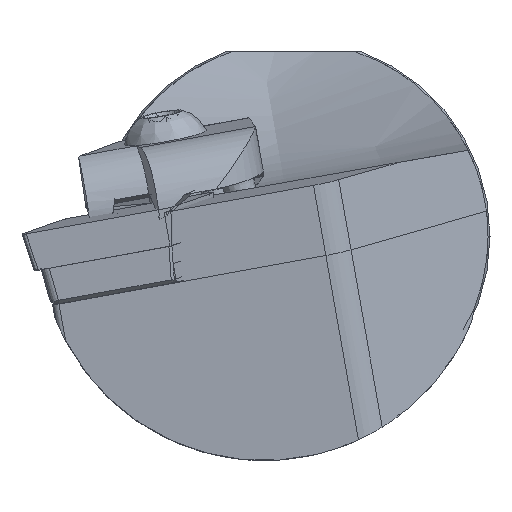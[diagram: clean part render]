
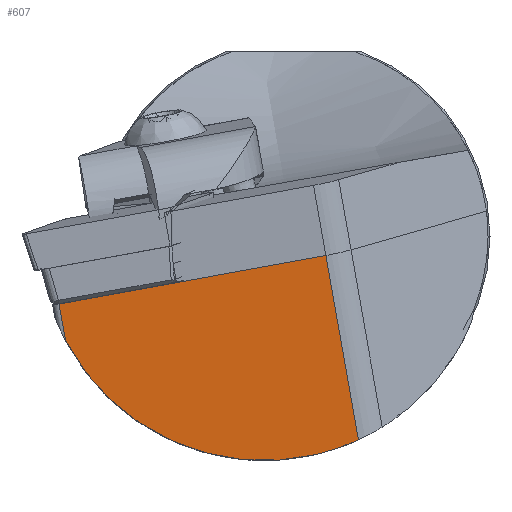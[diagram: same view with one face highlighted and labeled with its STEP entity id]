
A CAD part, left-side view. The second image highlights one B-rep face of the part: STEP entity #607.
In plain terms, the highlighted planar face has unit normal (-0.993, -0.069, -0.094).
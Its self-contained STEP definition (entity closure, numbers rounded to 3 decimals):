
#119=PLANE('',#1785);
#177=ELLIPSE('',#1784,28.796,28.6);
#236=FACE_OUTER_BOUND('',#738,.T.);
#319=LINE('',#2847,#452);
#320=LINE('',#2854,#453);
#321=LINE('',#2856,#454);
#322=LINE('',#2858,#455);
#452=VECTOR('',#1953,1.);
#453=VECTOR('',#1956,1.);
#454=VECTOR('',#1957,1.);
#455=VECTOR('',#1958,1.);
#607=ADVANCED_FACE('',(#236),#119,.F.);
#738=EDGE_LOOP('',(#880,#881,#882,#883,#884));
#880=ORIENTED_EDGE('',*,*,#1515,.F.);
#881=ORIENTED_EDGE('',*,*,#1516,.T.);
#882=ORIENTED_EDGE('',*,*,#1517,.T.);
#883=ORIENTED_EDGE('',*,*,#1518,.T.);
#884=ORIENTED_EDGE('',*,*,#1513,.F.);
#1352=VERTEX_POINT('',#2846);
#1353=VERTEX_POINT('',#2848);
#1354=VERTEX_POINT('',#2855);
#1355=VERTEX_POINT('',#2857);
#1356=VERTEX_POINT('',#2859);
#1513=EDGE_CURVE('',#1352,#1353,#319,.T.);
#1515=EDGE_CURVE('',#1354,#1352,#320,.T.);
#1516=EDGE_CURVE('',#1354,#1355,#321,.T.);
#1517=EDGE_CURVE('',#1355,#1356,#322,.T.);
#1518=EDGE_CURVE('',#1356,#1353,#177,.T.);
#1784=AXIS2_PLACEMENT_3D('',#2860,#1959,#1960);
#1785=AXIS2_PLACEMENT_3D('',#2861,#1961,#1962);
#1953=DIRECTION('',(0.105,-0.173,-0.979));
#1956=DIRECTION('',(0.051,-0.983,0.179));
#1957=DIRECTION('',(-0.051,0.983,-0.179));
#1958=DIRECTION('',(0.105,-0.173,-0.979));
#1959=DIRECTION('',(-0.993,-0.069,-0.094));
#1960=DIRECTION('',(-0.116,0.587,0.801));
#1961=DIRECTION('',(0.993,0.069,0.094));
#1962=DIRECTION('',(0.094,0.,-0.996));
#2846=CARTESIAN_POINT('',(-253.637,14.897,-2.478));
#2847=CARTESIAN_POINT('',(-310.008,108.03,525.71));
#2848=CARTESIAN_POINT('',(-251.13,10.755,-25.966));
#2854=CARTESIAN_POINT('',(-255.405,48.87,-8.657));
#2855=CARTESIAN_POINT('',(-254.627,33.919,-5.937));
#2856=CARTESIAN_POINT('',(-255.405,48.87,-8.657));
#2857=CARTESIAN_POINT('',(-255.405,48.87,-8.657));
#2858=CARTESIAN_POINT('',(-311.776,142.004,519.531));
#2859=CARTESIAN_POINT('',(-254.906,48.046,-13.33));
#2860=CARTESIAN_POINT('',(-254.414,22.743,0.));
#2861=CARTESIAN_POINT('',(-311.776,142.004,519.531));
